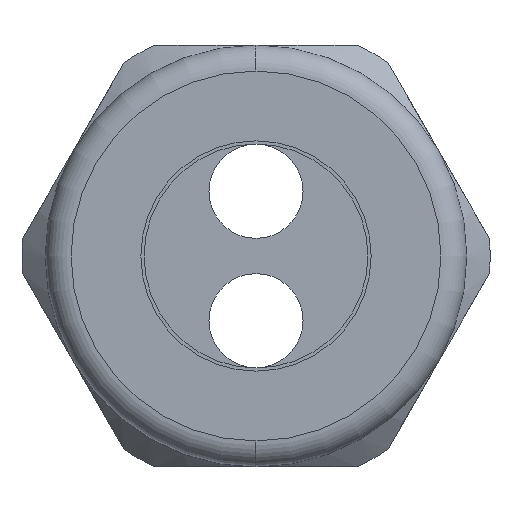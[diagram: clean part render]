
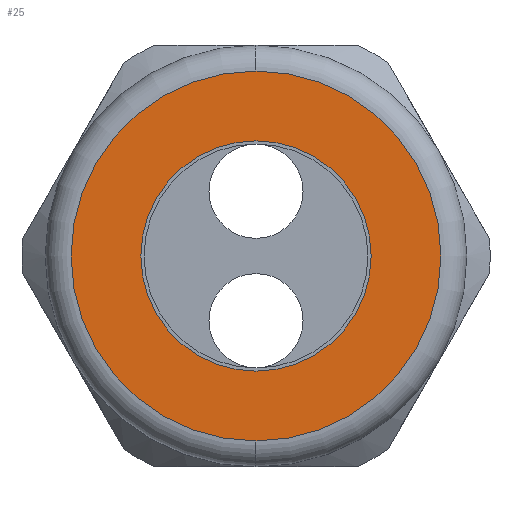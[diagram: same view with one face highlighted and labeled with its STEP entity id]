
A CAD part, left-side view. The second image highlights one B-rep face of the part: STEP entity #25.
In plain terms, the highlighted planar face has unit normal (-1, 0, 0).
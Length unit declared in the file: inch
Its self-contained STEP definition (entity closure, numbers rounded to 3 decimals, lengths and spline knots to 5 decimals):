
#25 = ADVANCED_FACE ( 'NONE', ( #455, #454 ), #453, .T. ) ;
#169 = ORIENTED_EDGE ( 'NONE', *, *, #4643, .T. ) ;
#448 = DIRECTION ( 'NONE',  ( 0., 0., 1. ) ) ;
#449 = DIRECTION ( 'NONE',  ( -1., 0., 0. ) ) ;
#451 = CARTESIAN_POINT ( 'NONE',  ( -1.53, 0.65, 0. ) ) ;
#452 = AXIS2_PLACEMENT_3D ( 'NONE', #451, #449, #448 ) ;
#453 = PLANE ( 'NONE',  #452 ) ;
#454 = FACE_BOUND ( 'NONE', #4635, .T. ) ;
#455 = FACE_OUTER_BOUND ( 'NONE', #4607, .T. ) ;
#1525 = DIRECTION ( 'NONE',  ( 1., 0., 0. ) ) ;
#1526 = CARTESIAN_POINT ( 'NONE',  ( -1.53, 0., 0. ) ) ;
#1527 = AXIS2_PLACEMENT_3D ( 'NONE', #1526, #1525, #1588 ) ;
#1528 = CIRCLE ( 'NONE', #1527, 0.355 ) ;
#1579 = DIRECTION ( 'NONE',  ( 0., 0., 1. ) ) ;
#1580 = DIRECTION ( 'NONE',  ( -1., 0., 0. ) ) ;
#1581 = CARTESIAN_POINT ( 'NONE',  ( -1.53, 0., 0. ) ) ;
#1582 = AXIS2_PLACEMENT_3D ( 'NONE', #1581, #1580, #1579 ) ;
#1583 = CIRCLE ( 'NONE', #1582, 0.57 ) ;
#1588 = DIRECTION ( 'NONE',  ( 0., 0., -1. ) ) ;
#3913 = DIRECTION ( 'NONE',  ( 0., 0., 1. ) ) ;
#3914 = DIRECTION ( 'NONE',  ( -1., 0., 0. ) ) ;
#3915 = CARTESIAN_POINT ( 'NONE',  ( -1.53, 0., 0. ) ) ;
#3916 = AXIS2_PLACEMENT_3D ( 'NONE', #3915, #3914, #3913 ) ;
#3917 = CIRCLE ( 'NONE', #3916, 0.57 ) ;
#3931 = CARTESIAN_POINT ( 'NONE',  ( -1.53, 0., -0.57 ) ) ;
#3932 = CARTESIAN_POINT ( 'NONE',  ( -1.53, 0., 0.57 ) ) ;
#3969 = CARTESIAN_POINT ( 'NONE',  ( -1.53, 0., 0.355 ) ) ;
#3970 = CARTESIAN_POINT ( 'NONE',  ( -1.53, 0., -0.355 ) ) ;
#4026 = DIRECTION ( 'NONE',  ( 0., 0., -1. ) ) ;
#4027 = DIRECTION ( 'NONE',  ( 1., 0., 0. ) ) ;
#4028 = CARTESIAN_POINT ( 'NONE',  ( -1.53, 0., 0. ) ) ;
#4029 = AXIS2_PLACEMENT_3D ( 'NONE', #4028, #4027, #4026 ) ;
#4030 = CIRCLE ( 'NONE', #4029, 0.355 ) ;
#4607 = EDGE_LOOP ( 'NONE', ( #4608, #169 ) ) ;
#4608 = ORIENTED_EDGE ( 'NONE', *, *, #5968, .T. ) ;
#4626 = ORIENTED_EDGE ( 'NONE', *, *, #6012, .T. ) ;
#4633 = EDGE_CURVE ( 'NONE', #6008, #6010, #1528, .T. ) ;
#4634 = ORIENTED_EDGE ( 'NONE', *, *, #4633, .T. ) ;
#4635 = EDGE_LOOP ( 'NONE', ( #4634, #4626 ) ) ;
#4643 = EDGE_CURVE ( 'NONE', #5961, #5960, #1583, .T. ) ;
#5960 = VERTEX_POINT ( 'NONE', #3932 ) ;
#5961 = VERTEX_POINT ( 'NONE', #3931 ) ;
#5968 = EDGE_CURVE ( 'NONE', #5960, #5961, #3917, .T. ) ;
#6008 = VERTEX_POINT ( 'NONE', #3970 ) ;
#6010 = VERTEX_POINT ( 'NONE', #3969 ) ;
#6012 = EDGE_CURVE ( 'NONE', #6010, #6008, #4030, .T. ) ;
